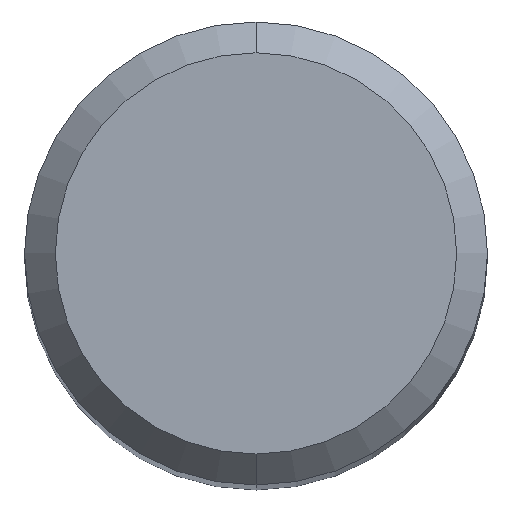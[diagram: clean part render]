
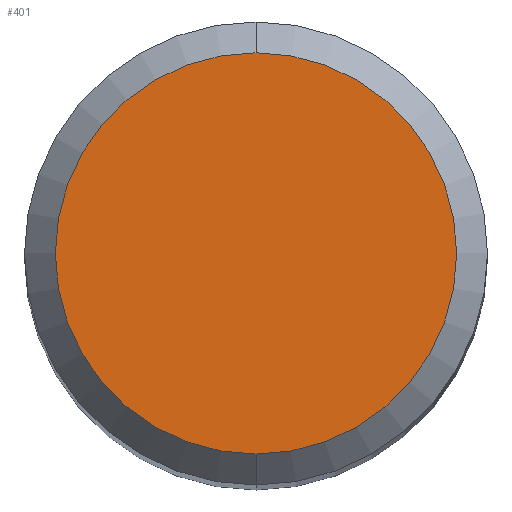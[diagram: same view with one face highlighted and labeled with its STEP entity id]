
A CAD part, top view. The second image highlights one B-rep face of the part: STEP entity #401.
In plain terms, the highlighted planar face has unit normal (0, 0, 1).
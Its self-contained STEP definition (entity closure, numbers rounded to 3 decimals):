
#209=VERTEX_POINT('',#521);
#247=EDGE_CURVE('',#209,#391,#564,.T.);
#339=EDGE_CURVE('',#391,#209,#664,.T.);
#391=VERTEX_POINT('',#719);
#401=ADVANCED_FACE('',(#730),#731,.T.);
#521=CARTESIAN_POINT('',(0.,-2.6,0.0));
#564=CIRCLE('',#934,2.6);
#664=CIRCLE('',#1174,2.6);
#719=CARTESIAN_POINT('',(0.0,2.6,0.0));
#730=FACE_OUTER_BOUND('',#1324,.T.);
#731=PLANE('',#1325);
#934=AXIS2_PLACEMENT_3D('',#1544,#1545,#1546);
#1174=AXIS2_PLACEMENT_3D('',#1654,#1655,#1656);
#1324=EDGE_LOOP('',(#1713,#1714));
#1325=AXIS2_PLACEMENT_3D('',#1715,#1716,#1717);
#1544=CARTESIAN_POINT('',(0.0,0.0,0.0));
#1545=DIRECTION('',(0.0,0.0,-1.0));
#1546=DIRECTION('',(0.0,1.0,0.0));
#1654=CARTESIAN_POINT('',(0.0,0.0,0.0));
#1655=DIRECTION('',(0.0,0.0,-1.0));
#1656=DIRECTION('',(0.0,1.0,0.0));
#1713=ORIENTED_EDGE('',*,*,#339,.F.);
#1714=ORIENTED_EDGE('',*,*,#247,.F.);
#1715=CARTESIAN_POINT('',(0.0,1.3,0.0));
#1716=DIRECTION('',(-0.0,0.0,1.0));
#1717=DIRECTION('',(0.0,-1.0,0.0));
